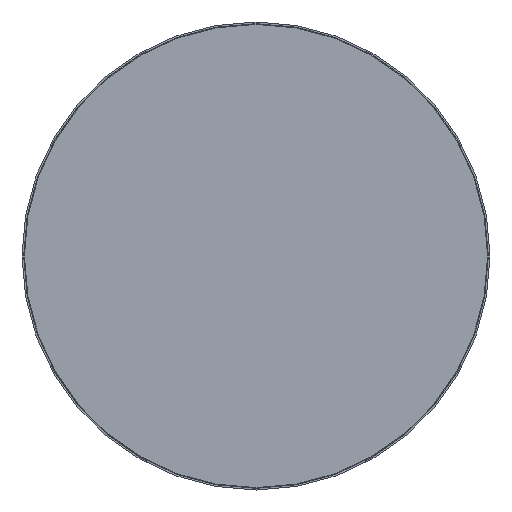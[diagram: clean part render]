
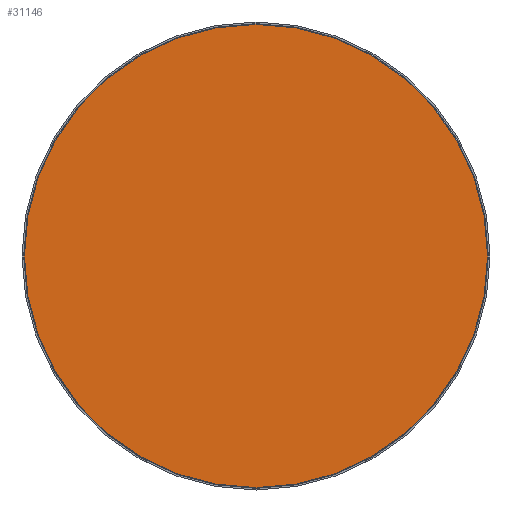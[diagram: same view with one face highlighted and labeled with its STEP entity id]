
A CAD part, top view. The second image highlights one B-rep face of the part: STEP entity #31146.
In plain terms, the highlighted planar face has unit normal (0, 0, 1).
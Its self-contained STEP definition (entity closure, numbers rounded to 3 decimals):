
#6548=CIRCLE('',#33948,135.8);
#8269=FACE_OUTER_BOUND('',#9936,.T.);
#9936=EDGE_LOOP('',(#27078));
#13800=VERTEX_POINT('',#69394);
#18228=EDGE_CURVE('',#13800,#13800,#6548,.T.);
#27078=ORIENTED_EDGE('',*,*,#18228,.T.);
#27984=PLANE('',#33947);
#31146=ADVANCED_FACE('',(#8269),#27984,.T.);
#33947=AXIS2_PLACEMENT_3D('',#69393,#41852,#41853);
#33948=AXIS2_PLACEMENT_3D('',#69395,#41854,#41855);
#41852=DIRECTION('center_axis',(0.,0.,1.));
#41853=DIRECTION('ref_axis',(1.,0.,0.));
#41854=DIRECTION('center_axis',(0.,0.,1.));
#41855=DIRECTION('ref_axis',(0.,1.,0.));
#69393=CARTESIAN_POINT('Origin',(0.,0.,1.2));
#69394=CARTESIAN_POINT('',(135.8,0.,1.2));
#69395=CARTESIAN_POINT('Origin',(0.,0.,1.2));
